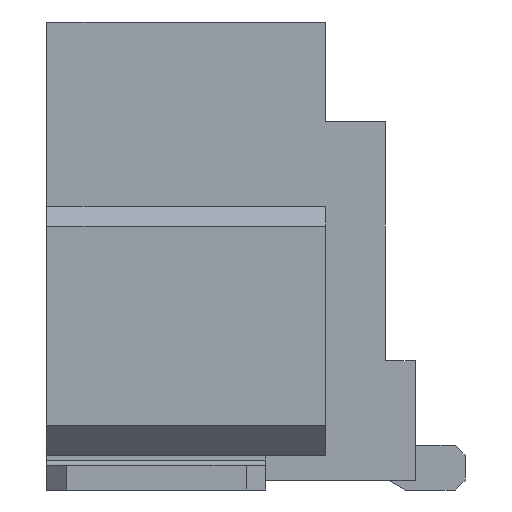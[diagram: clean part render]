
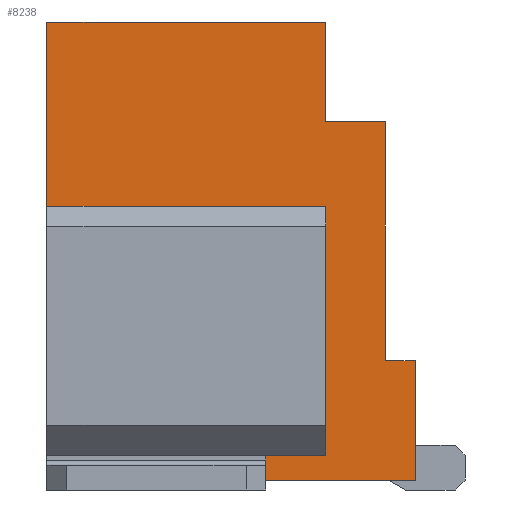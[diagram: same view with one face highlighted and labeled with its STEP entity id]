
A CAD part, left-side view. The second image highlights one B-rep face of the part: STEP entity #8238.
In plain terms, the highlighted planar face has unit normal (-1, 0, 0).
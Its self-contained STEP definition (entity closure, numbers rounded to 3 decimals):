
#33=DIRECTION('',(0.,0.,1.));
#34=VECTOR('',#33,1.2);
#35=CARTESIAN_POINT('',(-8.375,-1.85,-2.3));
#36=LINE('',#35,#34);
#1097=DIRECTION('',(0.,-1.,0.));
#1098=VECTOR('',#1097,2.8);
#1099=CARTESIAN_POINT('',(-8.375,1.85,2.3));
#1100=LINE('',#1099,#1098);
#1561=DIRECTION('',(0.,0.,-1.));
#1562=VECTOR('',#1561,1.);
#1563=CARTESIAN_POINT('',(-8.375,-0.95,2.3));
#1564=LINE('',#1563,#1562);
#1565=DIRECTION('',(0.,-1.,0.));
#1566=VECTOR('',#1565,0.6);
#1567=CARTESIAN_POINT('',(-8.375,-0.95,1.3));
#1568=LINE('',#1567,#1566);
#1569=DIRECTION('',(0.,0.,-1.));
#1570=VECTOR('',#1569,2.4);
#1571=CARTESIAN_POINT('',(-8.375,-1.55,1.3));
#1572=LINE('',#1571,#1570);
#1573=DIRECTION('',(0.,1.,0.));
#1574=VECTOR('',#1573,0.3);
#1575=CARTESIAN_POINT('',(-8.375,-1.85,-1.1));
#1576=LINE('',#1575,#1574);
#1577=DIRECTION('',(0.,0.,1.));
#1578=VECTOR('',#1577,0.25);
#1579=CARTESIAN_POINT('',(-8.375,1.85,-2.3));
#1580=LINE('',#1579,#1578);
#1581=DIRECTION('',(0.,-1.,0.));
#1582=VECTOR('',#1581,2.8);
#1583=CARTESIAN_POINT('',(-8.375,1.85,-2.05));
#1584=LINE('',#1583,#1582);
#1585=DIRECTION('',(0.,0.,-1.));
#1586=VECTOR('',#1585,2.5);
#1587=CARTESIAN_POINT('',(-8.375,-0.95,0.45));
#1588=LINE('',#1587,#1586);
#1589=DIRECTION('',(0.,-1.,0.));
#1590=VECTOR('',#1589,2.8);
#1591=CARTESIAN_POINT('',(-8.375,1.85,0.45));
#1592=LINE('',#1591,#1590);
#1593=DIRECTION('',(0.,0.,1.));
#1594=VECTOR('',#1593,1.85);
#1595=CARTESIAN_POINT('',(-8.375,1.85,0.45));
#1596=LINE('',#1595,#1594);
#1661=DIRECTION('',(0.,-1.,0.));
#1662=VECTOR('',#1661,3.7);
#1663=CARTESIAN_POINT('',(-8.375,1.85,-2.3));
#1664=LINE('',#1663,#1662);
#5035=CARTESIAN_POINT('',(-8.375,1.85,-2.3));
#5036=CARTESIAN_POINT('',(-8.375,-1.85,-2.3));
#5037=VERTEX_POINT('',#5035);
#5038=VERTEX_POINT('',#5036);
#5075=CARTESIAN_POINT('',(-8.375,-0.95,0.45));
#5076=CARTESIAN_POINT('',(-8.375,-0.95,-2.05));
#5077=VERTEX_POINT('',#5075);
#5078=VERTEX_POINT('',#5076);
#5079=CARTESIAN_POINT('',(-8.375,1.85,0.45));
#5080=VERTEX_POINT('',#5079);
#5087=CARTESIAN_POINT('',(-8.375,1.85,2.3));
#5088=VERTEX_POINT('',#5087);
#5123=CARTESIAN_POINT('',(-8.375,-1.85,-1.1));
#5124=CARTESIAN_POINT('',(-8.375,-1.55,-1.1));
#5125=VERTEX_POINT('',#5123);
#5126=VERTEX_POINT('',#5124);
#5132=CARTESIAN_POINT('',(-8.375,-1.55,1.3));
#5134=VERTEX_POINT('',#5132);
#5301=CARTESIAN_POINT('',(-8.375,-0.95,2.3));
#5302=CARTESIAN_POINT('',(-8.375,-0.95,1.3));
#5303=VERTEX_POINT('',#5301);
#5304=VERTEX_POINT('',#5302);
#5721=CARTESIAN_POINT('',(-8.375,1.85,-2.05));
#5722=VERTEX_POINT('',#5721);
#8213=CARTESIAN_POINT('',(-8.375,1.85,-2.3));
#8214=DIRECTION('',(-1.,0.,0.));
#8215=DIRECTION('',(0.,-1.,0.));
#8216=AXIS2_PLACEMENT_3D('',#8213,#8214,#8215);
#8217=PLANE('',#8216);
#8218=ORIENTED_EDGE('',*,*,#7761,.T.);
#8220=ORIENTED_EDGE('',*,*,#8219,.T.);
#8222=ORIENTED_EDGE('',*,*,#8221,.T.);
#8223=ORIENTED_EDGE('',*,*,#7876,.F.);
#8224=ORIENTED_EDGE('',*,*,#6705,.F.);
#8226=ORIENTED_EDGE('',*,*,#8225,.F.);
#8227=ORIENTED_EDGE('',*,*,#7102,.T.);
#8229=ORIENTED_EDGE('',*,*,#8228,.T.);
#8231=ORIENTED_EDGE('',*,*,#8230,.F.);
#8233=ORIENTED_EDGE('',*,*,#8232,.F.);
#8234=ORIENTED_EDGE('',*,*,#7080,.T.);
#8235=ORIENTED_EDGE('',*,*,#7702,.T.);
#8236=EDGE_LOOP('',(#8218,#8220,#8222,#8223,#8224,#8226,#8227,#8229,#8231,#8233,
#8234,#8235));
#8237=FACE_OUTER_BOUND('',#8236,.F.);
#8238=ADVANCED_FACE('',(#8237),#8217,.T.);
#6705=EDGE_CURVE('',#5038,#5125,#36,.T.);
#7080=EDGE_CURVE('',#5080,#5088,#1596,.T.);
#7102=EDGE_CURVE('',#5037,#5722,#1580,.T.);
#7702=EDGE_CURVE('',#5088,#5303,#1100,.T.);
#7761=EDGE_CURVE('',#5303,#5304,#1564,.T.);
#7876=EDGE_CURVE('',#5125,#5126,#1576,.T.);
#8219=EDGE_CURVE('',#5304,#5134,#1568,.T.);
#8221=EDGE_CURVE('',#5134,#5126,#1572,.T.);
#8225=EDGE_CURVE('',#5037,#5038,#1664,.T.);
#8228=EDGE_CURVE('',#5722,#5078,#1584,.T.);
#8230=EDGE_CURVE('',#5077,#5078,#1588,.T.);
#8232=EDGE_CURVE('',#5080,#5077,#1592,.T.);
